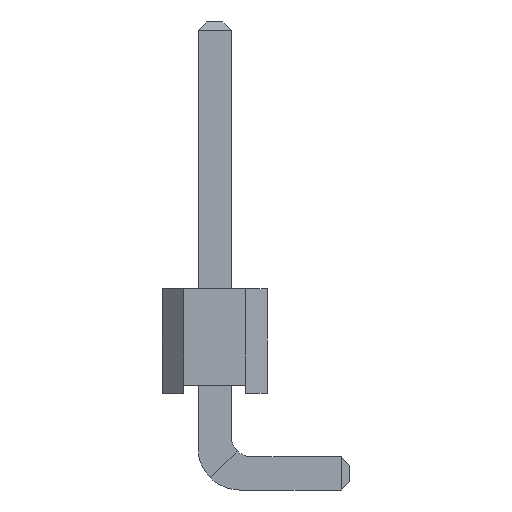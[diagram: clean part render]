
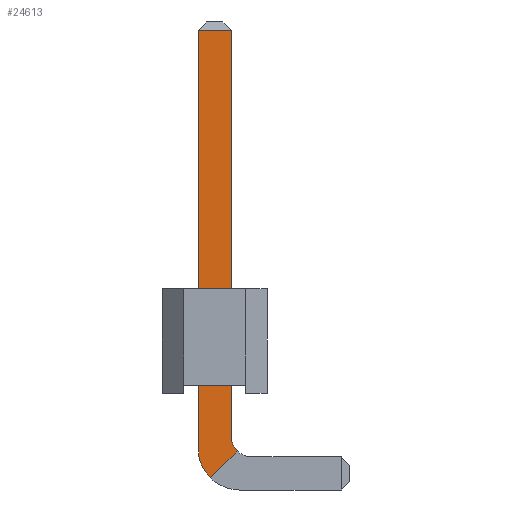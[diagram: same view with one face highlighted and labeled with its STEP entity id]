
A CAD part, front view. The second image highlights one B-rep face of the part: STEP entity #24613.
In plain terms, the highlighted planar face has unit normal (0, -1, 0).
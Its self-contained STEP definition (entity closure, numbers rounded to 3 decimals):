
#23870 = PLANE('',#23871);
#23871 = AXIS2_PLACEMENT_3D('',#23872,#23873,#23874);
#23872 = CARTESIAN_POINT('',(0.4,-47.86,9.));
#23873 = DIRECTION('',(1.,0.,0.));
#23874 = DIRECTION('',(0.,-1.,0.));
#23903 = CYLINDRICAL_SURFACE('',#23904,0.5);
#23904 = AXIS2_PLACEMENT_3D('',#23905,#23906,#23907);
#23905 = CARTESIAN_POINT('',(0.9,-47.86,-1.04));
#23906 = DIRECTION('',(0.,-1.,0.));
#23907 = DIRECTION('',(-1.,0.,0.));
#23964 = CYLINDRICAL_SURFACE('',#23965,1.);
#23965 = AXIS2_PLACEMENT_3D('',#23966,#23967,#23968);
#23966 = CARTESIAN_POINT('',(0.6,-47.86,-1.34));
#23967 = DIRECTION('',(-0.,-1.,0.));
#23968 = DIRECTION('',(-1.,0.,0.));
#23992 = PLANE('',#23993);
#23993 = AXIS2_PLACEMENT_3D('',#23994,#23995,#23996);
#23994 = CARTESIAN_POINT('',(-0.4,-48.66,9.));
#23995 = DIRECTION('',(-1.,0.,0.));
#23996 = DIRECTION('',(0.,1.,0.));
#24035 = VERTEX_POINT('',#24036);
#24036 = CARTESIAN_POINT('',(0.4,-48.66,8.8));
#24062 = EDGE_CURVE('',#24035,#24063,#24065,.T.);
#24063 = VERTEX_POINT('',#24064);
#24064 = CARTESIAN_POINT('',(0.4,-48.66,-1.04));
#24065 = SURFACE_CURVE('',#24066,(#24070,#24077),.PCURVE_S1.);
#24066 = LINE('',#24067,#24068);
#24067 = CARTESIAN_POINT('',(0.4,-48.66,9.));
#24068 = VECTOR('',#24069,1.);
#24069 = DIRECTION('',(0.,0.,-1.));
#24070 = PCURVE('',#23870,#24071);
#24071 = DEFINITIONAL_REPRESENTATION('',(#24072),#24076);
#24072 = LINE('',#24073,#24074);
#24073 = CARTESIAN_POINT('',(0.8,0.));
#24074 = VECTOR('',#24075,1.);
#24075 = DIRECTION('',(0.,1.));
#24076 = ( GEOMETRIC_REPRESENTATION_CONTEXT(2) 
PARAMETRIC_REPRESENTATION_CONTEXT() REPRESENTATION_CONTEXT('2D SPACE',''
  ) );
#24077 = PCURVE('',#24078,#24083);
#24078 = PLANE('',#24079);
#24079 = AXIS2_PLACEMENT_3D('',#24080,#24081,#24082);
#24080 = CARTESIAN_POINT('',(0.4,-48.66,9.));
#24081 = DIRECTION('',(-0.,-1.,0.));
#24082 = DIRECTION('',(-1.,0.,0.));
#24083 = DEFINITIONAL_REPRESENTATION('',(#24084),#24088);
#24084 = LINE('',#24085,#24086);
#24085 = CARTESIAN_POINT('',(0.,0.));
#24086 = VECTOR('',#24087,1.);
#24087 = DIRECTION('',(0.,1.));
#24088 = ( GEOMETRIC_REPRESENTATION_CONTEXT(2) 
PARAMETRIC_REPRESENTATION_CONTEXT() REPRESENTATION_CONTEXT('2D SPACE',''
  ) );
#24253 = VERTEX_POINT('',#24254);
#24254 = CARTESIAN_POINT('',(0.546,-48.66,-1.394));
#24269 = PLANE('',#24270);
#24270 = AXIS2_PLACEMENT_3D('',#24271,#24272,#24273);
#24271 = CARTESIAN_POINT('',(0.,-48.66,-1.54));
#24272 = DIRECTION('',(0.,-1.,0.));
#24273 = DIRECTION('',(0.,0.,-1.));
#24281 = EDGE_CURVE('',#24063,#24253,#24282,.T.);
#24282 = SURFACE_CURVE('',#24283,(#24288,#24295),.PCURVE_S1.);
#24283 = CIRCLE('',#24284,0.5);
#24284 = AXIS2_PLACEMENT_3D('',#24285,#24286,#24287);
#24285 = CARTESIAN_POINT('',(0.9,-48.66,-1.04));
#24286 = DIRECTION('',(0.,-1.,0.));
#24287 = DIRECTION('',(0.,0.,-1.));
#24288 = PCURVE('',#23903,#24289);
#24289 = DEFINITIONAL_REPRESENTATION('',(#24290),#24294);
#24290 = LINE('',#24291,#24292);
#24291 = CARTESIAN_POINT('',(-4.712,0.8));
#24292 = VECTOR('',#24293,1.);
#24293 = DIRECTION('',(1.,0.));
#24294 = ( GEOMETRIC_REPRESENTATION_CONTEXT(2) 
PARAMETRIC_REPRESENTATION_CONTEXT() REPRESENTATION_CONTEXT('2D SPACE',''
  ) );
#24295 = PCURVE('',#24078,#24296);
#24296 = DEFINITIONAL_REPRESENTATION('',(#24297),#24301);
#24297 = CIRCLE('',#24298,0.5);
#24298 = AXIS2_PLACEMENT_2D('',#24299,#24300);
#24299 = CARTESIAN_POINT('',(-0.5,10.04));
#24300 = DIRECTION('',(0.,1.));
#24301 = ( GEOMETRIC_REPRESENTATION_CONTEXT(2) 
PARAMETRIC_REPRESENTATION_CONTEXT() REPRESENTATION_CONTEXT('2D SPACE',''
  ) );
#24307 = EDGE_CURVE('',#24308,#24310,#24312,.T.);
#24308 = VERTEX_POINT('',#24309);
#24309 = CARTESIAN_POINT('',(-0.4,-48.66,8.8));
#24310 = VERTEX_POINT('',#24311);
#24311 = CARTESIAN_POINT('',(-0.4,-48.66,-1.34));
#24312 = SURFACE_CURVE('',#24313,(#24317,#24324),.PCURVE_S1.);
#24313 = LINE('',#24314,#24315);
#24314 = CARTESIAN_POINT('',(-0.4,-48.66,9.));
#24315 = VECTOR('',#24316,1.);
#24316 = DIRECTION('',(0.,0.,-1.));
#24317 = PCURVE('',#23992,#24318);
#24318 = DEFINITIONAL_REPRESENTATION('',(#24319),#24323);
#24319 = LINE('',#24320,#24321);
#24320 = CARTESIAN_POINT('',(0.,0.));
#24321 = VECTOR('',#24322,1.);
#24322 = DIRECTION('',(0.,1.));
#24323 = ( GEOMETRIC_REPRESENTATION_CONTEXT(2) 
PARAMETRIC_REPRESENTATION_CONTEXT() REPRESENTATION_CONTEXT('2D SPACE',''
  ) );
#24324 = PCURVE('',#24078,#24325);
#24325 = DEFINITIONAL_REPRESENTATION('',(#24326),#24330);
#24326 = LINE('',#24327,#24328);
#24327 = CARTESIAN_POINT('',(0.8,0.));
#24328 = VECTOR('',#24329,1.);
#24329 = DIRECTION('',(0.,1.));
#24330 = ( GEOMETRIC_REPRESENTATION_CONTEXT(2) 
PARAMETRIC_REPRESENTATION_CONTEXT() REPRESENTATION_CONTEXT('2D SPACE',''
  ) );
#24514 = VERTEX_POINT('',#24515);
#24515 = CARTESIAN_POINT('',(-0.107,-48.66,-2.047));
#24537 = EDGE_CURVE('',#24310,#24514,#24538,.T.);
#24538 = SURFACE_CURVE('',#24539,(#24544,#24551),.PCURVE_S1.);
#24539 = CIRCLE('',#24540,1.);
#24540 = AXIS2_PLACEMENT_3D('',#24541,#24542,#24543);
#24541 = CARTESIAN_POINT('',(0.6,-48.66,-1.34));
#24542 = DIRECTION('',(0.,-1.,0.));
#24543 = DIRECTION('',(0.,0.,-1.));
#24544 = PCURVE('',#23964,#24545);
#24545 = DEFINITIONAL_REPRESENTATION('',(#24546),#24550);
#24546 = LINE('',#24547,#24548);
#24547 = CARTESIAN_POINT('',(-4.712,0.8));
#24548 = VECTOR('',#24549,1.);
#24549 = DIRECTION('',(1.,0.));
#24550 = ( GEOMETRIC_REPRESENTATION_CONTEXT(2) 
PARAMETRIC_REPRESENTATION_CONTEXT() REPRESENTATION_CONTEXT('2D SPACE',''
  ) );
#24551 = PCURVE('',#24078,#24552);
#24552 = DEFINITIONAL_REPRESENTATION('',(#24553),#24557);
#24553 = CIRCLE('',#24554,1.);
#24554 = AXIS2_PLACEMENT_2D('',#24555,#24556);
#24555 = CARTESIAN_POINT('',(-0.2,10.34));
#24556 = DIRECTION('',(0.,1.));
#24557 = ( GEOMETRIC_REPRESENTATION_CONTEXT(2) 
PARAMETRIC_REPRESENTATION_CONTEXT() REPRESENTATION_CONTEXT('2D SPACE',''
  ) );
#24581 = PLANE('',#24582);
#24582 = AXIS2_PLACEMENT_3D('',#24583,#24584,#24585);
#24583 = CARTESIAN_POINT('',(0.4,-48.56,8.9));
#24584 = DIRECTION('',(0.,-0.707,0.707
    ));
#24585 = DIRECTION('',(-1.,0.,0.));
#24613 = ADVANCED_FACE('',(#24614),#24078,.T.);
#24614 = FACE_BOUND('',#24615,.T.);
#24615 = EDGE_LOOP('',(#24616,#24617,#24638,#24639,#24640,#24661));
#24616 = ORIENTED_EDGE('',*,*,#24062,.F.);
#24617 = ORIENTED_EDGE('',*,*,#24618,.T.);
#24618 = EDGE_CURVE('',#24035,#24308,#24619,.T.);
#24619 = SURFACE_CURVE('',#24620,(#24624,#24631),.PCURVE_S1.);
#24620 = LINE('',#24621,#24622);
#24621 = CARTESIAN_POINT('',(0.4,-48.66,8.8));
#24622 = VECTOR('',#24623,1.);
#24623 = DIRECTION('',(-1.,0.,0.));
#24624 = PCURVE('',#24078,#24625);
#24625 = DEFINITIONAL_REPRESENTATION('',(#24626),#24630);
#24626 = LINE('',#24627,#24628);
#24627 = CARTESIAN_POINT('',(0.,0.2));
#24628 = VECTOR('',#24629,1.);
#24629 = DIRECTION('',(1.,0.));
#24630 = ( GEOMETRIC_REPRESENTATION_CONTEXT(2) 
PARAMETRIC_REPRESENTATION_CONTEXT() REPRESENTATION_CONTEXT('2D SPACE',''
  ) );
#24631 = PCURVE('',#24581,#24632);
#24632 = DEFINITIONAL_REPRESENTATION('',(#24633),#24637);
#24633 = LINE('',#24634,#24635);
#24634 = CARTESIAN_POINT('',(0.,0.141));
#24635 = VECTOR('',#24636,1.);
#24636 = DIRECTION('',(1.,0.));
#24637 = ( GEOMETRIC_REPRESENTATION_CONTEXT(2) 
PARAMETRIC_REPRESENTATION_CONTEXT() REPRESENTATION_CONTEXT('2D SPACE',''
  ) );
#24638 = ORIENTED_EDGE('',*,*,#24307,.T.);
#24639 = ORIENTED_EDGE('',*,*,#24537,.T.);
#24640 = ORIENTED_EDGE('',*,*,#24641,.F.);
#24641 = EDGE_CURVE('',#24253,#24514,#24642,.T.);
#24642 = SURFACE_CURVE('',#24643,(#24647,#24654),.PCURVE_S1.);
#24643 = LINE('',#24644,#24645);
#24644 = CARTESIAN_POINT('',(0.4,-48.66,-1.54));
#24645 = VECTOR('',#24646,1.);
#24646 = DIRECTION('',(-0.707,0.,
    -0.707));
#24647 = PCURVE('',#24078,#24648);
#24648 = DEFINITIONAL_REPRESENTATION('',(#24649),#24653);
#24649 = LINE('',#24650,#24651);
#24650 = CARTESIAN_POINT('',(0.,10.54));
#24651 = VECTOR('',#24652,1.);
#24652 = DIRECTION('',(0.707,0.707));
#24653 = ( GEOMETRIC_REPRESENTATION_CONTEXT(2) 
PARAMETRIC_REPRESENTATION_CONTEXT() REPRESENTATION_CONTEXT('2D SPACE',''
  ) );
#24654 = PCURVE('',#24269,#24655);
#24655 = DEFINITIONAL_REPRESENTATION('',(#24656),#24660);
#24656 = LINE('',#24657,#24658);
#24657 = CARTESIAN_POINT('',(0.,0.4));
#24658 = VECTOR('',#24659,1.);
#24659 = DIRECTION('',(0.707,-0.707));
#24660 = ( GEOMETRIC_REPRESENTATION_CONTEXT(2) 
PARAMETRIC_REPRESENTATION_CONTEXT() REPRESENTATION_CONTEXT('2D SPACE',''
  ) );
#24661 = ORIENTED_EDGE('',*,*,#24281,.F.);
